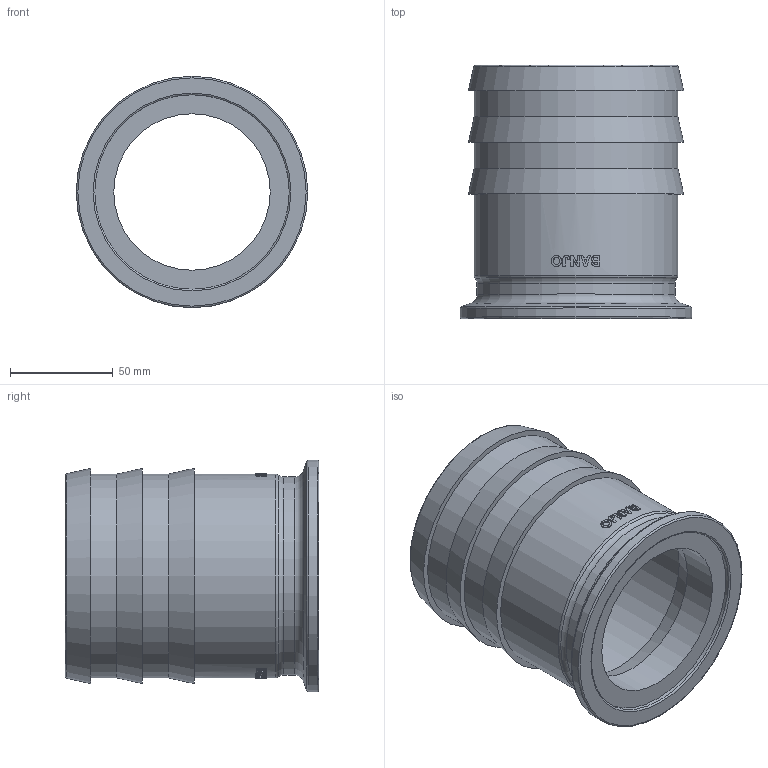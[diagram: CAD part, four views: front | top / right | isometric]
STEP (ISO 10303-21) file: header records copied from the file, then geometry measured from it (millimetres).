
FILE_DESCRIPTION(/* description */ ('3" MANIFOLD x 4" HOSE BARB'),/* implementation_level */ '2;1');
FILE_NAME(/* name */ 'M300400BRB.stp',/* time_stamp */ '2022-10-19T11:24:26-04:00',/* author */ ('DTruax'),/* organization */ (''),/* preprocessor_version */ 'ST-DEVELOPER v18.1',/* originating_system */ 'Autodesk Inventor 2022',/* authorisation */ '');
FILE_SCHEMA (('AUTOMOTIVE_DESIGN { 1 0 10303 214 3 1 1 }'));
Length unit declared in the file: inch
Products named in the file (1): M300400BRB
Bounding box: 112.78 x 123.44 x 112.78 mm (x, y, z)
Volume: 336236.9 mm3; surface area: 83171.8 mm2
Topology: 1 solids, 1 shells, 287 faces, 751 edges, 499 vertices
Faces by surface type: bspline 150, plane 87, cylinder 37, torus 8, cone 5
Full cylindrical faces by diameter (mm): 76.2 x1, 82.55 x1, 94.742 x1, 96.52 x1, 99.314 x3, 112.776 x1
Entity records: 25946 total; most frequent: CARTESIAN_POINT 19841, ORIENTED_EDGE 1502, DIRECTION 779, EDGE_CURVE 751, VERTEX_POINT 499, B_SPLINE_CURVE_WITH_KNOTS 357, EDGE_LOOP 322, FACE_OUTER_BOUND 287
